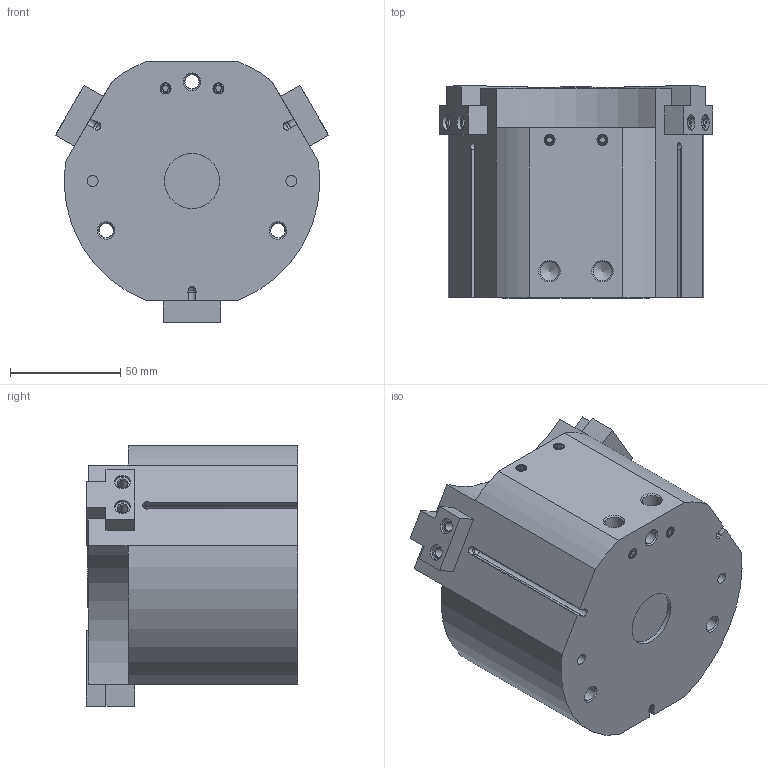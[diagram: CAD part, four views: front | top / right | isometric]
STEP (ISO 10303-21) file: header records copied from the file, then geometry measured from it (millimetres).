
FILE_DESCRIPTION(/* description */ ('STEP AP214'),/* implementation_level */ '2;1');
FILE_NAME(/* name */ '540872_HGDT-63-A-G1',/* time_stamp */ '2024-08-28T14:02:28+02:00',/* author */ ('License CC BY-ND 4.0'),/* organization */ ('CADENAS'),/* preprocessor_version */ 'ST-DEVELOPER v19.3',/* originating_system */ 'PARTsolutions',/* authorisation */ ' ');
FILE_SCHEMA (('AUTOMOTIVE_DESIGN {1 0 10303 214 3 1 1}'));
Length unit declared in the file: millimetre
Products named in the file (4): 540872 HGDT-63-A-G1---(10); 540872 HGDT-63-A-G1z; 540872 HGDT-63-A-G1j; DIN-913 - M5x4
Assembly tree (8 placements, depth 2):
  540872 HGDT-63-A-G1---(10)
    540872 HGDT-63-A-G1z
    540872 HGDT-63-A-G1j  x3
    DIN-913 - M5x4  x4
Bounding box: 123.85 x 96 x 118 mm (x, y, z)
Volume: 877684.2 mm3; surface area: 92809.4 mm2
Topology: 8 solids, 8 shells, 324 faces, 767 edges, 480 vertices
Faces by surface type: plane 161, cylinder 86, cone 74, sphere 3
Full cylindrical faces by diameter (mm): 4.134 x10, 4.917 x6, 5 x6, 6.3 x3, 6.4 x3, 6.647 x3, 7 x6, 8.566 x2, 9 x6, 10.4 x3, 25 x1
Entity records: 5877 total; most frequent: CARTESIAN_POINT 1061, DIRECTION 991, ORIENTED_EDGE 882, EDGE_CURVE 441, AXIS2_PLACEMENT_3D 363, VERTEX_POINT 323, FACE_BOUND 292, EDGE_LOOP 282
